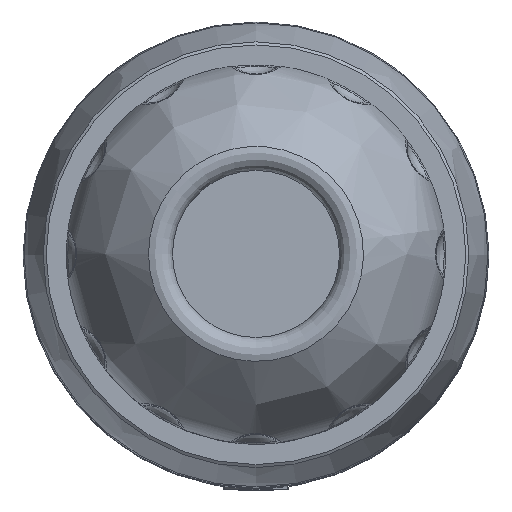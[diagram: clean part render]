
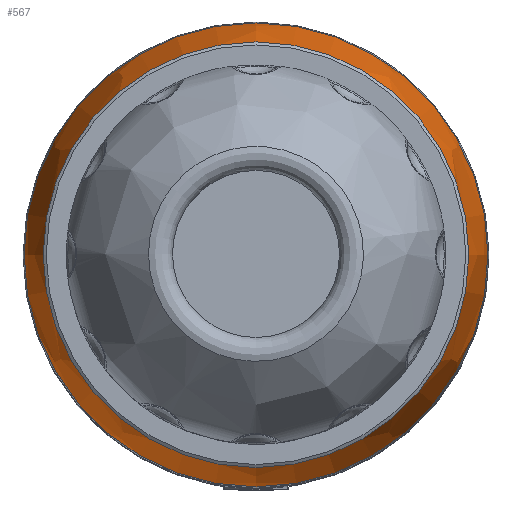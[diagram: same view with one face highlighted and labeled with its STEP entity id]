
A CAD part, top view. The second image highlights one B-rep face of the part: STEP entity #567.
In plain terms, the highlighted free-form (B-spline) face has degree [3, 3] with [4, 7] control points.
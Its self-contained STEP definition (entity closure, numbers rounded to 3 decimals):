
#117=(
BOUNDED_SURFACE()
B_SPLINE_SURFACE(3,3,((#8311,#8312,#8313,#8314,#8315,#8316,#8317),(#8318,
#8319,#8320,#8321,#8322,#8323,#8324),(#8325,#8326,#8327,#8328,#8329,#8330,
#8331),(#8332,#8333,#8334,#8335,#8336,#8337,#8338)),.UNSPECIFIED.,.F.,.T.,
 .F.)
B_SPLINE_SURFACE_WITH_KNOTS((4,4),(1,3,3,3,1),(0.,1.),(-0.5,0.,0.5,1.,1.5),
 .UNSPECIFIED.)
GEOMETRIC_REPRESENTATION_ITEM()
RATIONAL_B_SPLINE_SURFACE(((1.,0.333,0.333,1.,0.333,
0.333,1.),(0.994,0.331,0.331,
0.994,0.331,0.331,0.994),
(0.994,0.331,0.331,0.994,
0.331,0.331,0.994),(1.,0.333,
0.333,1.,0.333,0.333,1.)))
REPRESENTATION_ITEM('')
SURFACE()
);
#371=FACE_BOUND('',#1198,.T.);
#372=FACE_BOUND('',#1199,.T.);
#567=ADVANCED_FACE('',(#371,#372),#117,.T.);
#1198=EDGE_LOOP('',(#2830));
#1199=EDGE_LOOP('',(#2831));
#2830=ORIENTED_EDGE('',*,*,#4085,.T.);
#2831=ORIENTED_EDGE('',*,*,#4088,.T.);
#3526=VERTEX_POINT('',#8263);
#3529=VERTEX_POINT('',#8270);
#4085=EDGE_CURVE('',#3526,#3526,#4406,.T.);
#4088=EDGE_CURVE('',#3529,#3529,#4409,.T.);
#4406=CIRCLE('',#4807,6.625);
#4409=CIRCLE('',#4811,7.22);
#4807=AXIS2_PLACEMENT_3D('',#8262,#5813,#5814);
#4811=AXIS2_PLACEMENT_3D('',#8269,#5821,#5822);
#5813=DIRECTION('',(0.,0.,-1.));
#5814=DIRECTION('',(0.,1.,0.));
#5821=DIRECTION('',(0.,0.,1.));
#5822=DIRECTION('',(0.,1.,0.));
#8262=CARTESIAN_POINT('',(0.,0.,33.735));
#8263=CARTESIAN_POINT('',(0.,6.625,33.735));
#8269=CARTESIAN_POINT('',(0.,0.,31.105));
#8270=CARTESIAN_POINT('',(0.,7.22,31.105));
#8311=CARTESIAN_POINT('',(0.,-6.625,33.735));
#8312=CARTESIAN_POINT('',(13.249,-6.625,33.735));
#8313=CARTESIAN_POINT('',(13.249,6.625,33.735));
#8314=CARTESIAN_POINT('',(0.,6.625,33.735));
#8315=CARTESIAN_POINT('',(-13.249,6.625,33.735));
#8316=CARTESIAN_POINT('',(-13.249,-6.625,33.735));
#8317=CARTESIAN_POINT('',(0.,-6.625,33.735));
#8318=CARTESIAN_POINT('',(0.,-6.941,32.888));
#8319=CARTESIAN_POINT('',(13.882,-6.941,32.888));
#8320=CARTESIAN_POINT('',(13.882,6.941,32.888));
#8321=CARTESIAN_POINT('',(0.,6.941,32.888));
#8322=CARTESIAN_POINT('',(-13.882,6.941,32.888));
#8323=CARTESIAN_POINT('',(-13.882,-6.941,32.888));
#8324=CARTESIAN_POINT('',(0.,-6.941,32.888));
#8325=CARTESIAN_POINT('',(0.,-7.141,32.006));
#8326=CARTESIAN_POINT('',(14.281,-7.141,32.006));
#8327=CARTESIAN_POINT('',(14.281,7.141,32.006));
#8328=CARTESIAN_POINT('',(0.,7.141,32.006));
#8329=CARTESIAN_POINT('',(-14.281,7.141,32.006));
#8330=CARTESIAN_POINT('',(-14.281,-7.141,32.006));
#8331=CARTESIAN_POINT('',(0.,-7.141,32.006));
#8332=CARTESIAN_POINT('',(0.,-7.22,31.105));
#8333=CARTESIAN_POINT('',(14.439,-7.22,31.105));
#8334=CARTESIAN_POINT('',(14.439,7.22,31.105));
#8335=CARTESIAN_POINT('',(0.,7.22,31.105));
#8336=CARTESIAN_POINT('',(-14.439,7.22,31.105));
#8337=CARTESIAN_POINT('',(-14.439,-7.22,31.105));
#8338=CARTESIAN_POINT('',(0.,-7.22,31.105));
